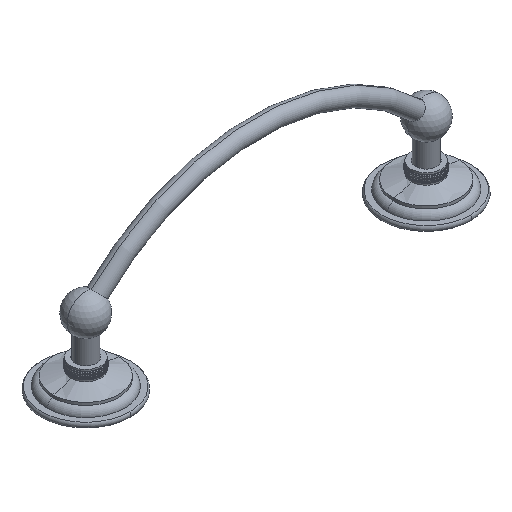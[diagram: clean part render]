
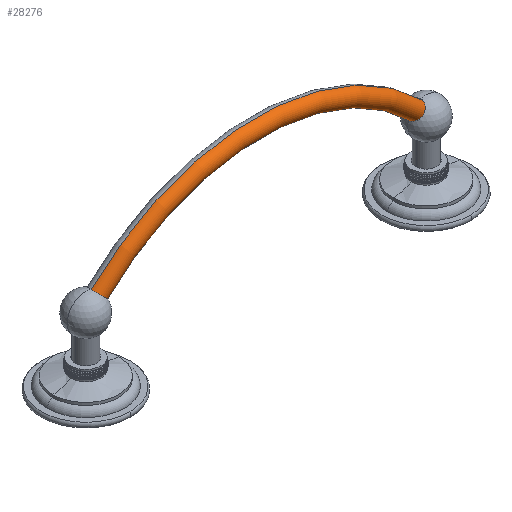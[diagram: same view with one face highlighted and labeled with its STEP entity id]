
A CAD part, isometric view. The second image highlights one B-rep face of the part: STEP entity #28276.
In plain terms, the highlighted toroidal (fillet/blend) face has major radius 136.233 mm and minor radius 5.004 mm.
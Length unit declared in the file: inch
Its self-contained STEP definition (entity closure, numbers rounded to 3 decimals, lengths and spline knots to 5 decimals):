
#25762=CARTESIAN_POINT('',(-3.79257,0.,3.79257));
#25763=DIRECTION('',(0.707,0.,0.707));
#25764=DIRECTION('',(-0.707,0.,0.707));
#25765=AXIS2_PLACEMENT_3D('',#25762,#25763,#25764);
#25772=CARTESIAN_POINT('',(0.,0.,0.));
#25773=DIRECTION('',(0.,1.,0.));
#25774=DIRECTION('',(-0.707,0.,0.707));
#25775=AXIS2_PLACEMENT_3D('',#25772,#25773,#25774);
#25777=CARTESIAN_POINT('',(0.,0.,0.));
#25778=DIRECTION('',(0.,1.,0.));
#25779=DIRECTION('',(-0.707,0.,0.707));
#25780=AXIS2_PLACEMENT_3D('',#25777,#25778,#25779);
#25787=CARTESIAN_POINT('',(3.79257,0.,3.79257));
#25788=DIRECTION('',(0.707,0.,-0.707));
#25789=DIRECTION('',(0.707,0.,0.707));
#25790=AXIS2_PLACEMENT_3D('',#25787,#25788,#25789);
#28071=CARTESIAN_POINT('',(-3.65327,0.,3.65327));
#28072=CARTESIAN_POINT('',(-3.93187,0.,3.93187));
#28073=VERTEX_POINT('',#28071);
#28074=VERTEX_POINT('',#28072);
#28075=CARTESIAN_POINT('',(3.65327,0.,3.65327));
#28076=CARTESIAN_POINT('',(3.93187,0.,3.93187));
#28077=VERTEX_POINT('',#28075);
#28078=VERTEX_POINT('',#28076);
#28264=CARTESIAN_POINT('',(0.,0.,0.));
#28265=DIRECTION('',(0.,1.,0.));
#28266=DIRECTION('',(0.707,0.,-0.707));
#28267=AXIS2_PLACEMENT_3D('',#28264,#28265,#28266);
#28268=TOROIDAL_SURFACE('',#28267,5.3635,0.197);
#28269=ORIENTED_EDGE('',*,*,#28238,.F.);
#28270=ORIENTED_EDGE('',*,*,#28259,.T.);
#28272=ORIENTED_EDGE('',*,*,#28271,.T.);
#28273=ORIENTED_EDGE('',*,*,#28255,.F.);
#28274=EDGE_LOOP('',(#28269,#28270,#28272,#28273));
#28275=FACE_OUTER_BOUND('',#28274,.F.);
#28276=ADVANCED_FACE('',(#28275),#28268,.T.);
#25766=CIRCLE('',#25765,0.197);
#25776=CIRCLE('',#25775,5.1665);
#25781=CIRCLE('',#25780,5.5605);
#25791=CIRCLE('',#25790,0.197);
#28238=EDGE_CURVE('',#28074,#28073,#25766,.T.);
#28255=EDGE_CURVE('',#28073,#28077,#25776,.T.);
#28259=EDGE_CURVE('',#28074,#28078,#25781,.T.);
#28271=EDGE_CURVE('',#28078,#28077,#25791,.T.);
